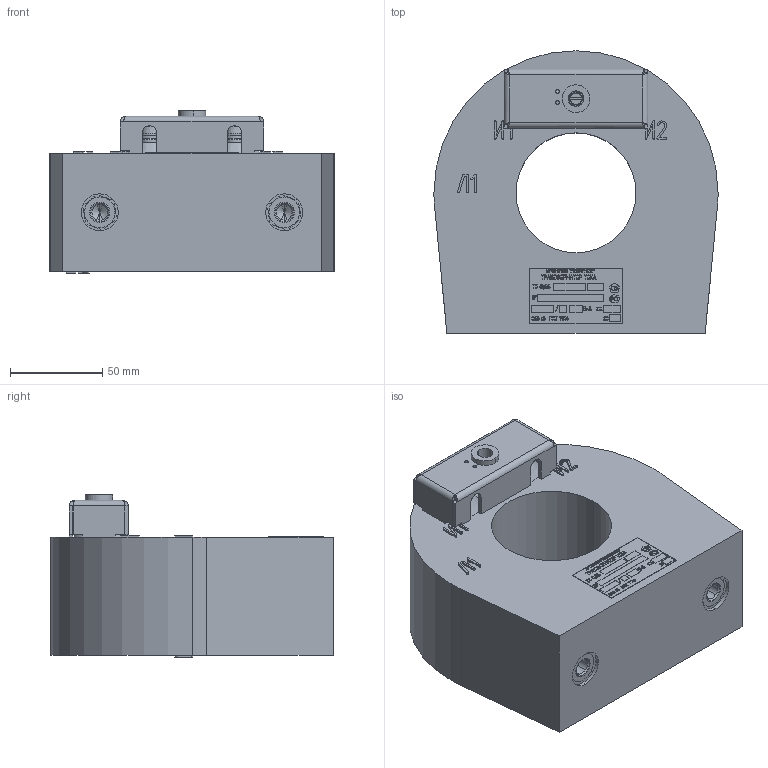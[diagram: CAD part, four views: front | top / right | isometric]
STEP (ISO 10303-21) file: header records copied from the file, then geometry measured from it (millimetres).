
FILE_DESCRIPTION (( 'STEP AP214' ), '1' );
FILE_NAME ('眣-0,66-眧沇M.STEP', '2023-07-28T10:24:57', ( '' ), ( '' ), 'SwSTEP 2.0', 'SolidWorks 2014', '' );
FILE_SCHEMA (( 'AUTOMOTIVE_DESIGN' ));
Length unit declared in the file: millimetre
Products named in the file (15): Ãàéêà Ì10 (çàêëàäíàÿ íà îñíîâàíèå); Êðûøêà çàùèòíàÿ (â ñáîðå ñ âèíòîì); âèíò Ì4 õ 8.88.016 DIN 7985; øàéáà 4.01.016 DIN 433; Âñòàâêà â êðûøêó çàùèòíóþ; Êðûøêà çàùèòíàÿ áåç âñòàâêè; Ãàéêà Ì4 (çàêëàäíàÿ äëÿ êðûøêè çàùèòíîé); Âòîðè÷íûé âûâîä (â ñáîðå ãàéêà êîíòàêòíàÿ ñ âèíòîì); âèíò Ì6 õ 10.88.016 DIN 7985 Ò; øàéáà 6.65Ã.016 DIN 127 B; øàéáà Ñ6.01.016 DIN 125; Ãàéêà Ì6 (êîíòàêòíàÿ ÂÅÈÓ.758414.001-01 ëàòóíü); 扻斀僨罽 眧沇M; 眣-0,66-眧沇M; Òàáëè÷êà òåõíè÷åñêèõ äàííûõ ÒÒ-0,66 (ÒØË) óíèâåðñàëüíàÿ ÂÅÈÓ.754312.018-01 
Assembly tree (16 placements, depth 3):
  眣-0,66-眧沇M
    扻斀僨罽 眧沇M
    Âòîðè÷íûé âûâîä (â ñáîðå ãàéêà êîíòàêòíàÿ ñ âèíòîì)  x2
      Ãàéêà Ì6 (êîíòàêòíàÿ ÂÅÈÓ.758414.001-01 ëàòóíü)
      øàéáà Ñ6.01.016 DIN 125
      øàéáà 6.65Ã.016 DIN 127 B
      âèíò Ì6 õ 10.88.016 DIN 7985 Ò
    Ãàéêà Ì4 (çàêëàäíàÿ äëÿ êðûøêè çàùèòíîé)
    Êðûøêà çàùèòíàÿ (â ñáîðå ñ âèíòîì)
      Êðûøêà çàùèòíàÿ áåç âñòàâêè
      Âñòàâêà â êðûøêó çàùèòíóþ
      øàéáà 4.01.016 DIN 433
      âèíò Ì4 õ 8.88.016 DIN 7985
    Ãàéêà Ì10 (çàêëàäíàÿ íà îñíîâàíèå)  x2
    Òàáëè÷êà òåõíè÷åñêèõ äàííûõ ÒÒ-0,66 (ÒØË) óíèâåðñàëüíàÿ ÂÅÈÓ.754312.018-01 
Bounding box: 154 x 153 x 88 mm (x, y, z)
Volume: 1123622.3 mm3; surface area: 110080.1 mm2
Topology: 17 solids, 17 shells, 2064 faces, 5551 edges, 3677 vertices
Faces by surface type: plane 1037, bspline 833, cylinder 132, cone 50, torus 12
Entity records: 105418 total; most frequent: CARTESIAN_POINT 43611, ORIENTED_EDGE 10728, DIRECTION 6272, EDGE_CURVE 5364, VERTEX_POINT 3562, VECTOR 3382, LINE 3382, EDGE_LOOP 2168
